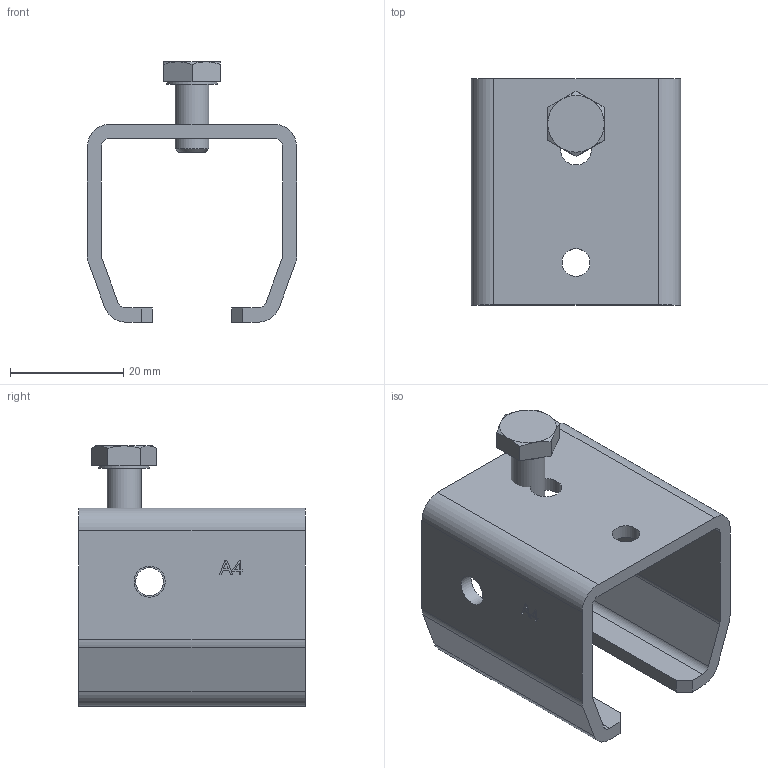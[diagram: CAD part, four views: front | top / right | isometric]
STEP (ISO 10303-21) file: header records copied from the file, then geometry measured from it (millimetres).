
FILE_DESCRIPTION(/* description */ ('Support INOX 316L à souder'),/* implementation_level */ '2;1');
FILE_NAME(/* name */ '9018XA4.stp',/* time_stamp */ '2019-08-23T08:46:01+02:00',/* author */ ('Didierr'),/* organization */ (''),/* preprocessor_version */ 'ST-DEVELOPER v17.2',/* originating_system */ 'Autodesk Inventor 2019',/* authorisation */ '');
FILE_SCHEMA (('AUTOMOTIVE_DESIGN { 1 0 10303 214 3 1 1 }'));
Length unit declared in the file: millimetre
Products named in the file (3): 9018XA4; 18374; 04018
Assembly tree (2 placements, depth 2):
  9018XA4
    18374
    04018
Bounding box: 37 x 40 x 46 mm (x, y, z)
Volume: 11496.9 mm3; surface area: 10101.3 mm2
Topology: 2 solids, 2 shells, 140 faces, 364 edges, 243 vertices
Faces by surface type: plane 101, cylinder 30, cone 7, bspline 2
Full cylindrical faces by diameter (mm): 1.151 x1, 1.25 x1, 4.917 x2, 5.5 x2, 6 x1, 8.88 x1
Entity records: 4406 total; most frequent: CARTESIAN_POINT 796, ORIENTED_EDGE 728, DIRECTION 709, EDGE_CURVE 364, LINE 273, VECTOR 273, VERTEX_POINT 243, AXIS2_PLACEMENT_3D 218
